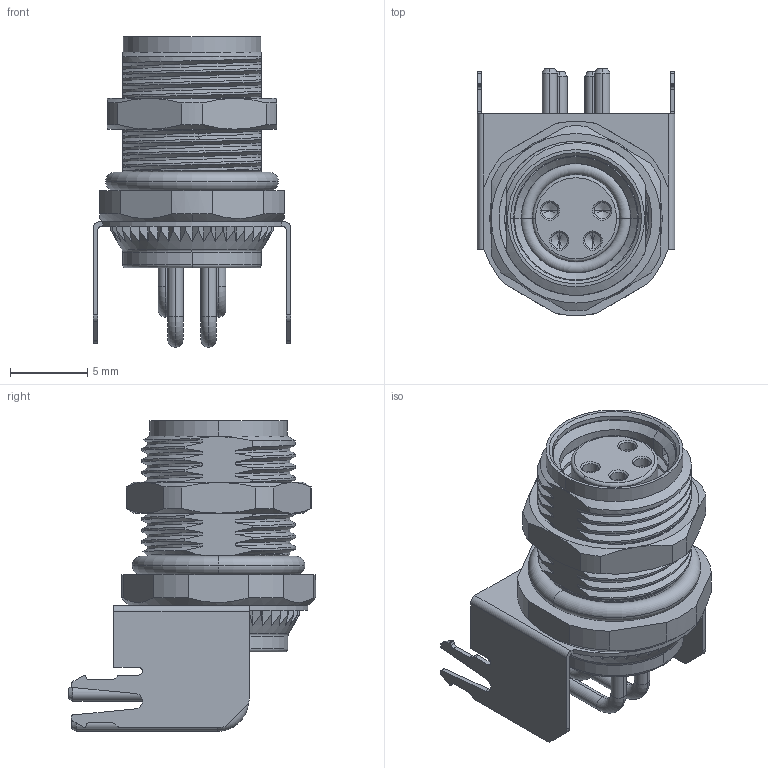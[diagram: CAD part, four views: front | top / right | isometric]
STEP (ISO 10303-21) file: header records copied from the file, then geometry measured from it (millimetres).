
FILE_DESCRIPTION((''),'2;1');
FILE_NAME('M8-FABK04-003S_4','2025-09-17T',('gongchengVI'),(''),'PRO/ENGINEER BY PARAMETRIC TECHNOLOGY CORPORATION, 2010280','PRO/ENGINEER BY PARAMETRIC TECHNOLOGY CORPORATION, 2010280','');
FILE_SCHEMA(('CONFIG_CONTROL_DESIGN'));
Products named in the file (1): M8-FABK04-003S_4
Bounding box: 12.8 x 16.05 x 20.15 mm (x, y, z)
Volume: 252.5 mm3; surface area: 3103 mm2
Topology: 1 solids, 11 shells, 765 faces, 2010 edges, 1287 vertices
Faces by surface type: plane 311, cylinder 264, cone 78, bspline 78, torus 34
Entity records: 43559 total; most frequent: CARTESIAN_POINT 25058, ORIENTED_EDGE 4004, DIRECTION 3677, EDGE_CURVE 2002, AXIS2_PLACEMENT_3D 1361, VERTEX_POINT 1287, VECTOR 955, LINE 955
